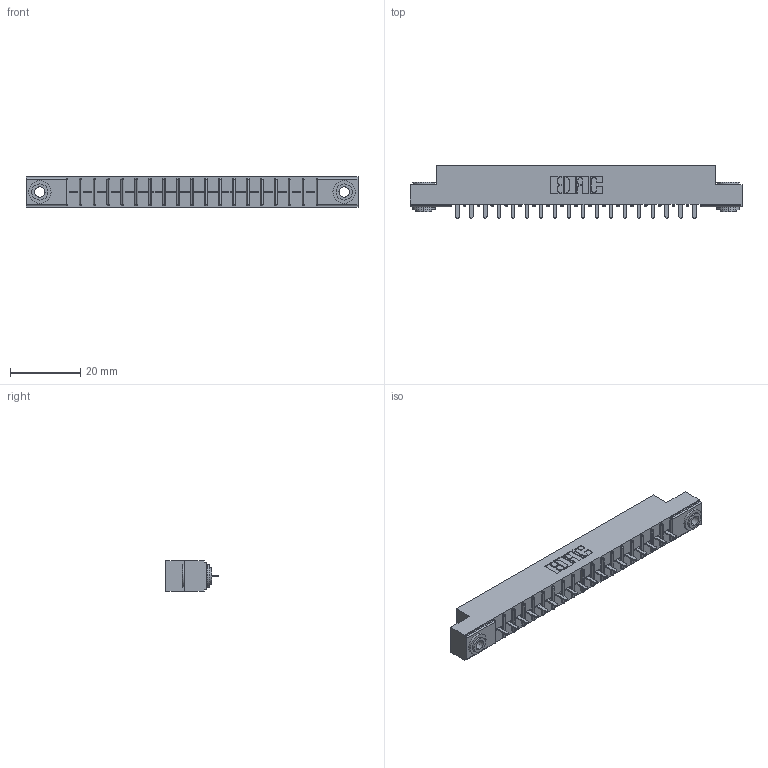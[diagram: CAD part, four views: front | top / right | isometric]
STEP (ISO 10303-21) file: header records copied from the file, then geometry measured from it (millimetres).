
FILE_DESCRIPTION (( 'STEP AP203' ), '1' );
FILE_NAME ('306-018-421-103.STEP', '2020-09-21T19:40:14', ( '' ), ( '' ), 'SwSTEP 2.0', 'SolidWorks 2020', '' );
FILE_SCHEMA (( 'CONFIG_CONTROL_DESIGN' ));
Length unit declared in the file: inch
Products named in the file (4): 306-290-001_121; 345-250-002_345-250-002-102; 306-018-421-103; 306 Part_.156 Dia
Assembly tree (21 placements, depth 2):
  306-018-421-103
    306 Part_.156 Dia
    306-290-001_121  x18
    345-250-002_345-250-002-102  x2
Bounding box: 94.34 x 14.88 x 8.71 mm (x, y, z)
Volume: 6408.3 mm3; surface area: 9485.6 mm2
Topology: 21 solids, 21 shells, 1428 faces, 3974 edges, 2548 vertices
Faces by surface type: plane 938, cylinder 410, sphere 72, cone 8
Entity records: 20916 total; most frequent: CARTESIAN_POINT 3486, DIRECTION 3454, ORIENTED_EDGE 3444, EDGE_CURVE 1722, VECTOR 1326, LINE 1326, VERTEX_POINT 1096, AXIS2_PLACEMENT_3D 1064
